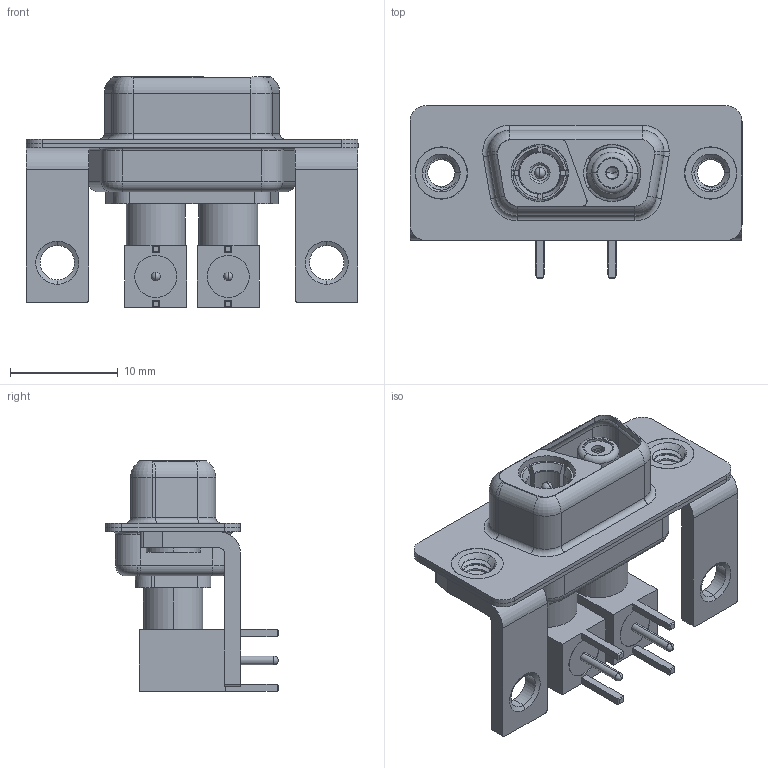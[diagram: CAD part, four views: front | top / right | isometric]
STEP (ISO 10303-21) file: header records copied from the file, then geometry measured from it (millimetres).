
FILE_DESCRIPTION (( 'STEP AP203' ), '1' );
FILE_NAME ('630-2WK2640-5NC.STEP', '2022-05-27T03:17:00', ( '' ), ( '' ), 'SwSTEP 2.0', 'SolidWorks 2020', '' );
FILE_SCHEMA (( 'CONFIG_CONTROL_DESIGN' ));
Length unit declared in the file: millimetre
Products named in the file (18): 630Combo Shell Front_09 Contacts; 630Combo Shell Rear_09 Contacts; Co-Ax Jack_RA PC Tail; Insulator Socket; Pin_RA; Socket_RA; Locking Collar; 630-2WK2640-5NC; Insulator Socket 2; 630Combo Housing_2WK2; Insulator RA Pin; 630Combo Threaded Rivet_B; Co-Ax Plug Assy_RA; Co-Ax Jack Assy_RA; Co-Ax Plug_RA PC Tail; Insulator Pin_Straight PC Tail; 630Combo Stabilizer Bracket; RA Back Shell
Assembly tree (22 placements, depth 3):
  630-2WK2640-5NC
    630Combo Housing_2WK2
    630Combo Shell Front_09 Contacts
    630Combo Shell Rear_09 Contacts
    630Combo Threaded Rivet_B  x2
    630Combo Stabilizer Bracket  x2
    Co-Ax Plug Assy_RA
      Co-Ax Plug_RA PC Tail
      Insulator Pin_Straight PC Tail
      Pin_RA
      Locking Collar
      RA Back Shell
      Insulator RA Pin
    Co-Ax Jack Assy_RA
      Co-Ax Jack_RA PC Tail
      Insulator Socket
      Insulator Socket 2
      Locking Collar
      Socket_RA
      RA Back Shell
      Insulator RA Pin
Bounding box: 30.8 x 16 x 21.41 mm (x, y, z)
Volume: 2273.3 mm3; surface area: 6155.7 mm2
Topology: 20 solids, 20 shells, 638 faces, 1534 edges, 959 vertices
Faces by surface type: cylinder 288, plane 211, torus 69, cone 56, bspline 8, sphere 6
Entity records: 19131 total; most frequent: CARTESIAN_POINT 4476, DIRECTION 2858, ORIENTED_EDGE 2500, EDGE_CURVE 1250, AXIS2_PLACEMENT_3D 1159, VERTEX_POINT 789, CIRCLE 607, EDGE_LOOP 603
